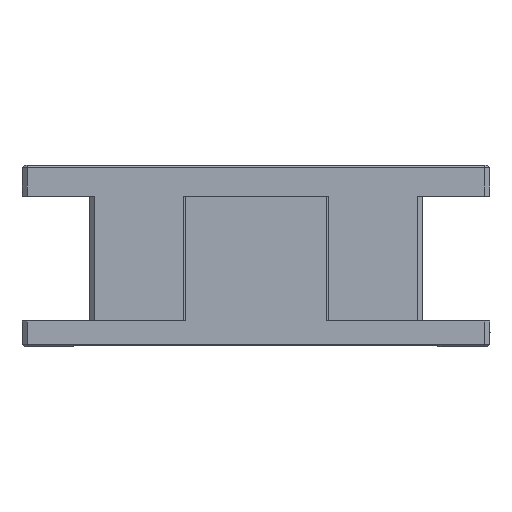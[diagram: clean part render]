
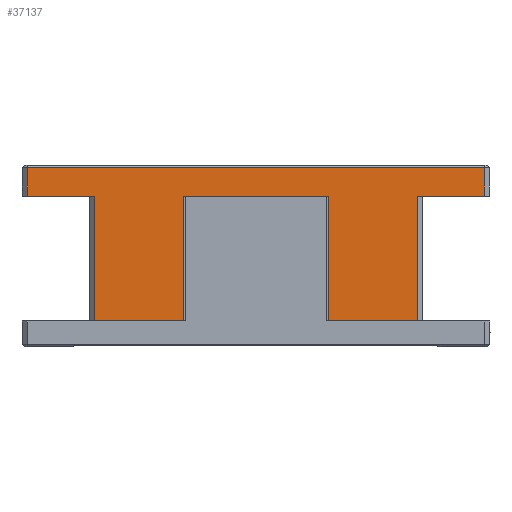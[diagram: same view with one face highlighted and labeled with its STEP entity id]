
A CAD part, left-side view. The second image highlights one B-rep face of the part: STEP entity #37137.
In plain terms, the highlighted planar face has unit normal (-1, 0, 0).
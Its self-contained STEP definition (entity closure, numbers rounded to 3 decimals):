
#168 = ORIENTED_EDGE ( 'NONE', *, *, #40851, .F. ) ;
#198 = ORIENTED_EDGE ( 'NONE', *, *, #37413, .F. ) ;
#339 = LINE ( 'NONE', #8793, #11929 ) ;
#805 = DIRECTION ( 'NONE',  ( 0., 0., -1. ) ) ;
#1135 = DIRECTION ( 'NONE',  ( 0., -1., 0. ) ) ;
#1140 = ORIENTED_EDGE ( 'NONE', *, *, #8651, .F. ) ;
#4830 = CARTESIAN_POINT ( 'NONE',  ( -90., -31., 17. ) ) ;
#5152 = AXIS2_PLACEMENT_3D ( 'NONE', #33680, #46010, #6834 ) ;
#5417 = LINE ( 'NONE', #31953, #29288 ) ;
#5833 = VECTOR ( 'NONE', #1135, 1000. ) ;
#6315 = VERTEX_POINT ( 'NONE', #13945 ) ;
#6800 = ORIENTED_EDGE ( 'NONE', *, *, #49474, .F. ) ;
#6834 = DIRECTION ( 'NONE',  ( 0., 1., 0. ) ) ;
#7239 = VERTEX_POINT ( 'NONE', #18323 ) ;
#8436 = VECTOR ( 'NONE', #39893, 1000. ) ;
#8514 = CARTESIAN_POINT ( 'NONE',  ( -90., -7.5, 29. ) ) ;
#8651 = EDGE_CURVE ( 'NONE', #48712, #6315, #27130, .T. ) ;
#8793 = CARTESIAN_POINT ( 'NONE',  ( -90., -89., 31.75 ) ) ;
#9007 = CARTESIAN_POINT ( 'NONE',  ( -90., -14., 17. ) ) ;
#9721 = CARTESIAN_POINT ( 'NONE',  ( -90., -14., 5. ) ) ;
#9854 = CARTESIAN_POINT ( 'NONE',  ( -90., -31., 5. ) ) ;
#10352 = VERTEX_POINT ( 'NONE', #33331 ) ;
#10507 = VERTEX_POINT ( 'NONE', #50579 ) ;
#10895 = LINE ( 'NONE', #44350, #8436 ) ;
#11929 = VECTOR ( 'NONE', #805, 1000. ) ;
#12000 = DIRECTION ( 'NONE',  ( 0., 0., -1. ) ) ;
#12965 = DIRECTION ( 'NONE',  ( 0., 1., 0. ) ) ;
#13373 = CARTESIAN_POINT ( 'NONE',  ( -90., -82.5, 29. ) ) ;
#13879 = EDGE_CURVE ( 'NONE', #10352, #16832, #5417, .T. ) ;
#13945 = CARTESIAN_POINT ( 'NONE',  ( -90., -59., 29. ) ) ;
#14392 = VECTOR ( 'NONE', #44271, 1000. ) ;
#15082 = CARTESIAN_POINT ( 'NONE',  ( -90., -59., 17. ) ) ;
#15450 = ORIENTED_EDGE ( 'NONE', *, *, #32443, .F. ) ;
#16832 = VERTEX_POINT ( 'NONE', #50140 ) ;
#16960 = EDGE_CURVE ( 'NONE', #7239, #18365, #22098, .T. ) ;
#17224 = ORIENTED_EDGE ( 'NONE', *, *, #13879, .F. ) ;
#17432 = CARTESIAN_POINT ( 'NONE',  ( -90., -1., 29. ) ) ;
#18323 = CARTESIAN_POINT ( 'NONE',  ( -90., -14., 29. ) ) ;
#18365 = VERTEX_POINT ( 'NONE', #17432 ) ;
#19872 = CARTESIAN_POINT ( 'NONE',  ( -90., -45., 29. ) ) ;
#20088 = LINE ( 'NONE', #19872, #20679 ) ;
#20679 = VECTOR ( 'NONE', #31184, 1000. ) ;
#21427 = LINE ( 'NONE', #39292, #47213 ) ;
#21523 = LINE ( 'NONE', #26834, #31951 ) ;
#21813 = VECTOR ( 'NONE', #45050, 1000. ) ;
#22098 = LINE ( 'NONE', #8514, #22740 ) ;
#22740 = VECTOR ( 'NONE', #12965, 1000. ) ;
#23187 = ORIENTED_EDGE ( 'NONE', *, *, #41800, .F. ) ;
#23921 = FACE_OUTER_BOUND ( 'NONE', #31642, .T. ) ;
#23976 = ORIENTED_EDGE ( 'NONE', *, *, #49401, .F. ) ;
#24719 = LINE ( 'NONE', #25017, #5833 ) ;
#24816 = LINE ( 'NONE', #4830, #39526 ) ;
#25017 = CARTESIAN_POINT ( 'NONE',  ( -90., -45., 34.5 ) ) ;
#25121 = CARTESIAN_POINT ( 'NONE',  ( -90., -59., 5. ) ) ;
#25255 = ORIENTED_EDGE ( 'NONE', *, *, #16960, .F. ) ;
#26834 = CARTESIAN_POINT ( 'NONE',  ( -90., -1., 31.75 ) ) ;
#27130 = LINE ( 'NONE', #15082, #29589 ) ;
#27576 = ORIENTED_EDGE ( 'NONE', *, *, #33357, .F. ) ;
#28107 = VERTEX_POINT ( 'NONE', #9721 ) ;
#28369 = DIRECTION ( 'NONE',  ( 0., 0., -1. ) ) ;
#29111 = LINE ( 'NONE', #9007, #14392 ) ;
#29288 = VECTOR ( 'NONE', #28369, 1000. ) ;
#29589 = VECTOR ( 'NONE', #42528, 1000. ) ;
#30093 = VERTEX_POINT ( 'NONE', #40845 ) ;
#31184 = DIRECTION ( 'NONE',  ( 0., 1., 0. ) ) ;
#31525 = EDGE_CURVE ( 'NONE', #28107, #7239, #29111, .T. ) ;
#31642 = EDGE_LOOP ( 'NONE', ( #39852, #23976, #6800, #15450, #25255, #50482, #198, #23187, #168, #1140, #27576, #17224 ) ) ;
#31796 = VERTEX_POINT ( 'NONE', #34114 ) ;
#31951 = VECTOR ( 'NONE', #38632, 1000. ) ;
#31953 = CARTESIAN_POINT ( 'NONE',  ( -90., -76., 17. ) ) ;
#32443 = EDGE_CURVE ( 'NONE', #18365, #31796, #21523, .T. ) ;
#33331 = CARTESIAN_POINT ( 'NONE',  ( -90., -76., 29. ) ) ;
#33357 = EDGE_CURVE ( 'NONE', #16832, #48712, #10895, .T. ) ;
#33367 = PLANE ( 'NONE',  #5152 ) ;
#33680 = CARTESIAN_POINT ( 'NONE',  ( -90., -89., 5. ) ) ;
#34114 = CARTESIAN_POINT ( 'NONE',  ( -90., -1., 34.5 ) ) ;
#35197 = DIRECTION ( 'NONE',  ( 0., 1., 0. ) ) ;
#35655 = EDGE_CURVE ( 'NONE', #41258, #10352, #39608, .T. ) ;
#37137 = ADVANCED_FACE ( 'NONE', ( #23921 ), #33367, .F. ) ;
#37413 = EDGE_CURVE ( 'NONE', #42505, #28107, #21427, .T. ) ;
#38632 = DIRECTION ( 'NONE',  ( 0., 0., 1. ) ) ;
#39292 = CARTESIAN_POINT ( 'NONE',  ( -90., -22.5, 5. ) ) ;
#39526 = VECTOR ( 'NONE', #12000, 1000. ) ;
#39608 = LINE ( 'NONE', #13373, #21813 ) ;
#39852 = ORIENTED_EDGE ( 'NONE', *, *, #35655, .F. ) ;
#39893 = DIRECTION ( 'NONE',  ( 0., 1., 0. ) ) ;
#40845 = CARTESIAN_POINT ( 'NONE',  ( -90., -89., 34.5 ) ) ;
#40851 = EDGE_CURVE ( 'NONE', #6315, #10507, #20088, .T. ) ;
#41258 = VERTEX_POINT ( 'NONE', #45707 ) ;
#41800 = EDGE_CURVE ( 'NONE', #10507, #42505, #24816, .T. ) ;
#42505 = VERTEX_POINT ( 'NONE', #9854 ) ;
#42528 = DIRECTION ( 'NONE',  ( 0., 0., 1. ) ) ;
#44271 = DIRECTION ( 'NONE',  ( 0., 0., 1. ) ) ;
#44350 = CARTESIAN_POINT ( 'NONE',  ( -90., -67.5, 5. ) ) ;
#45050 = DIRECTION ( 'NONE',  ( 0., 1., 0. ) ) ;
#45707 = CARTESIAN_POINT ( 'NONE',  ( -90., -89., 29. ) ) ;
#46010 = DIRECTION ( 'NONE',  ( 1., 0., 0. ) ) ;
#47213 = VECTOR ( 'NONE', #35197, 1000. ) ;
#48712 = VERTEX_POINT ( 'NONE', #25121 ) ;
#49401 = EDGE_CURVE ( 'NONE', #30093, #41258, #339, .T. ) ;
#49474 = EDGE_CURVE ( 'NONE', #31796, #30093, #24719, .T. ) ;
#50140 = CARTESIAN_POINT ( 'NONE',  ( -90., -76., 5. ) ) ;
#50482 = ORIENTED_EDGE ( 'NONE', *, *, #31525, .F. ) ;
#50579 = CARTESIAN_POINT ( 'NONE',  ( -90., -31., 29. ) ) ;
